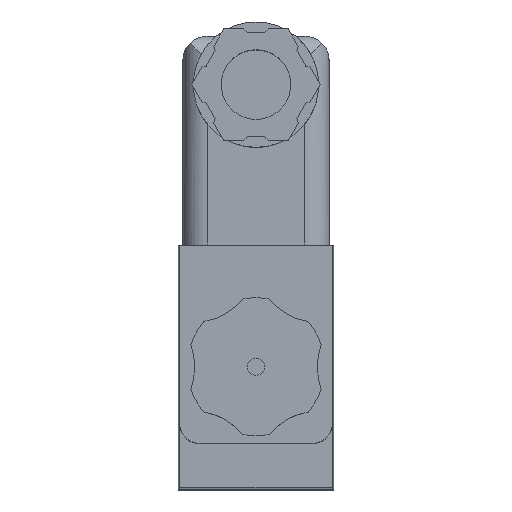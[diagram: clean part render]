
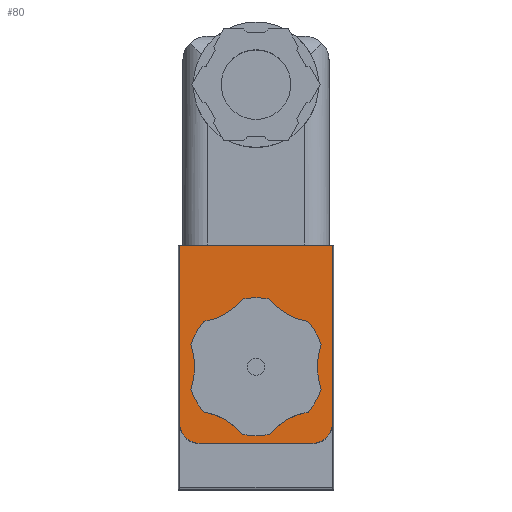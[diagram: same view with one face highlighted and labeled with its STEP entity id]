
A CAD part, top view. The second image highlights one B-rep face of the part: STEP entity #80.
In plain terms, the highlighted planar face has unit normal (0, 0, 1).
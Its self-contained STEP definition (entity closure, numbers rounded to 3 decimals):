
#80 = ADVANCED_FACE( '', ( #368, #369 ), #370, .T. );
#368 = FACE_OUTER_BOUND( '', #996, .T. );
#369 = FACE_BOUND( '', #997, .T. );
#370 = PLANE( '', #998 );
#996 = EDGE_LOOP( '', ( #1653, #1654, #1655, #1656, #1657, #1658 ) );
#997 = EDGE_LOOP( '', ( #1659 ) );
#998 = AXIS2_PLACEMENT_3D( '', #1660, #1661, #1662 );
#1653 = ORIENTED_EDGE( '', *, *, #3859, .T. );
#1654 = ORIENTED_EDGE( '', *, *, #3860, .T. );
#1655 = ORIENTED_EDGE( '', *, *, #3861, .T. );
#1656 = ORIENTED_EDGE( '', *, *, #3862, .T. );
#1657 = ORIENTED_EDGE( '', *, *, #3863, .T. );
#1658 = ORIENTED_EDGE( '', *, *, #3864, .T. );
#1659 = ORIENTED_EDGE( '', *, *, #3865, .F. );
#1660 = CARTESIAN_POINT( '', ( -8., -8., 47. ) );
#1661 = DIRECTION( '', ( 0., 0., 1. ) );
#1662 = DIRECTION( '', ( 1., 0., 0. ) );
#3859 = EDGE_CURVE( '', #4563, #4564, #4565, .T. );
#3860 = EDGE_CURVE( '', #4564, #4566, #4567, .T. );
#3861 = EDGE_CURVE( '', #4566, #4568, #4569, .T. );
#3862 = EDGE_CURVE( '', #4568, #4570, #4571, .T. );
#3863 = EDGE_CURVE( '', #4570, #4572, #4573, .T. );
#3864 = EDGE_CURVE( '', #4572, #4563, #4574, .T. );
#3865 = EDGE_CURVE( '', #4575, #4575, #4576, .T. );
#4563 = VERTEX_POINT( '', #5804 );
#4564 = VERTEX_POINT( '', #5805 );
#4565 = LINE( '', #5806, #5807 );
#4566 = VERTEX_POINT( '', #5808 );
#4567 = CIRCLE( '', #5809, 3. );
#4568 = VERTEX_POINT( '', #5810 );
#4569 = LINE( '', #5811, #5812 );
#4570 = VERTEX_POINT( '', #5813 );
#4571 = CIRCLE( '', #5814, 3. );
#4572 = VERTEX_POINT( '', #5815 );
#4573 = LINE( '', #5816, #5817 );
#4574 = LINE( '', #5818, #5819 );
#4575 = VERTEX_POINT( '', #5820 );
#4576 = CIRCLE( '', #5821, 7.5 );
#5804 = CARTESIAN_POINT( '', ( -11., 17.5, 47. ) );
#5805 = CARTESIAN_POINT( '', ( -11., -8., 47. ) );
#5806 = CARTESIAN_POINT( '', ( -11., 17.5, 47. ) );
#5807 = VECTOR( '', #7510, 1000. );
#5808 = CARTESIAN_POINT( '', ( -8., -11., 47. ) );
#5809 = AXIS2_PLACEMENT_3D( '', #7511, #7512, #7513 );
#5810 = CARTESIAN_POINT( '', ( 8., -11., 47. ) );
#5811 = CARTESIAN_POINT( '', ( -8., -11., 47. ) );
#5812 = VECTOR( '', #7514, 1000. );
#5813 = CARTESIAN_POINT( '', ( 11., -8., 47. ) );
#5814 = AXIS2_PLACEMENT_3D( '', #7515, #7516, #7517 );
#5815 = CARTESIAN_POINT( '', ( 11., 17.5, 47. ) );
#5816 = CARTESIAN_POINT( '', ( 11., -8., 47. ) );
#5817 = VECTOR( '', #7518, 1000. );
#5818 = CARTESIAN_POINT( '', ( 11., 17.5, 47. ) );
#5819 = VECTOR( '', #7519, 1000. );
#5820 = CARTESIAN_POINT( '', ( 7.5, 0., 47. ) );
#5821 = AXIS2_PLACEMENT_3D( '', #7520, #7521, #7522 );
#7510 = DIRECTION( '', ( 0., -1., 0. ) );
#7511 = CARTESIAN_POINT( '', ( -8., -8., 47. ) );
#7512 = DIRECTION( '', ( 0., 0., 1. ) );
#7513 = DIRECTION( '', ( 1., 0., 0. ) );
#7514 = DIRECTION( '', ( 1., 0., 0. ) );
#7515 = CARTESIAN_POINT( '', ( 8., -8., 47. ) );
#7516 = DIRECTION( '', ( 0., 0., 1. ) );
#7517 = DIRECTION( '', ( 1., 0., 0. ) );
#7518 = DIRECTION( '', ( 0., 1., 0. ) );
#7519 = DIRECTION( '', ( -1., 0., 0. ) );
#7520 = CARTESIAN_POINT( '', ( 0., 0., 47. ) );
#7521 = DIRECTION( '', ( 0., 0., 1. ) );
#7522 = DIRECTION( '', ( 1., 0., 0. ) );
